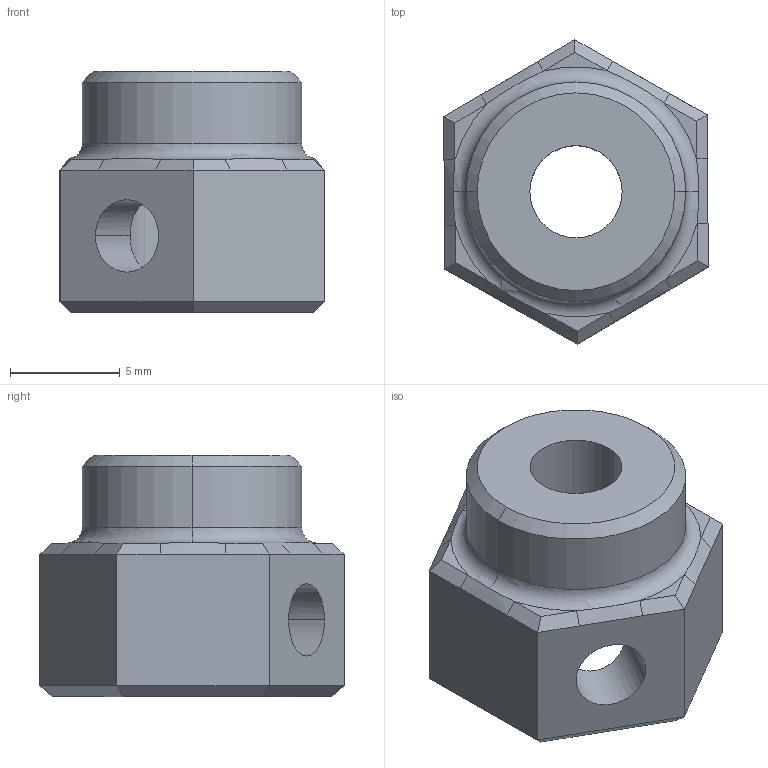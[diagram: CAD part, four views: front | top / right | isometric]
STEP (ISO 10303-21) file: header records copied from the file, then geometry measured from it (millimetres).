
FILE_DESCRIPTION (( 'STEP AP203' ), '1' );
FILE_NAME ('ãàéêà.STEP', '2021-11-29T13:13:04', ( '' ), ( '' ), 'SwSTEP 2.0', 'SolidWorks 2017', '' );
FILE_SCHEMA (( 'CONFIG_CONTROL_DESIGN' ));
Length unit declared in the file: millimetre
Products named in the file (1): ãàéêà
Bounding box: 12.05 x 13.86 x 11 mm (x, y, z)
Volume: 866.6 mm3; surface area: 801 mm2
Topology: 1 solids, 1 shells, 55 faces, 126 edges, 74 vertices
Faces by surface type: plane 33, cylinder 10, bspline 6, cone 4, torus 2
Entity records: 2253 total; most frequent: CARTESIAN_POINT 990, ORIENTED_EDGE 252, DIRECTION 224, EDGE_CURVE 126, AXIS2_PLACEMENT_3D 78, VERTEX_POINT 74, LINE 68, VECTOR 68
